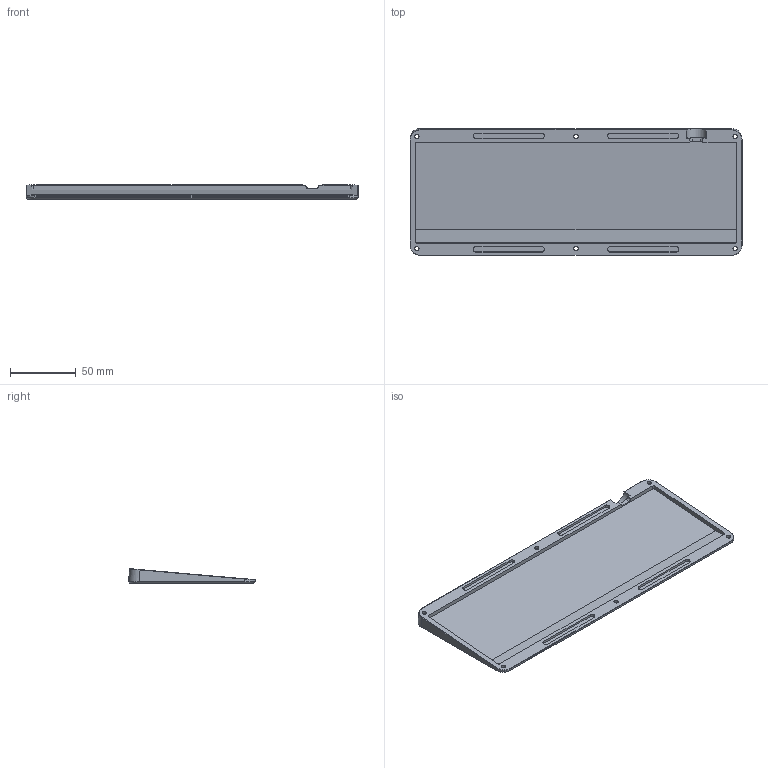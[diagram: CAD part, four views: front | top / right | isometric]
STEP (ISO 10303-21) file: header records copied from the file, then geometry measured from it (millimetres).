
FILE_DESCRIPTION(/* description */ (''),/* implementation_level */ '2;1');
FILE_NAME(/* name */ 'bottom P3D Rev v2.step',/* time_stamp */ '2022-07-20T14:06:40-05:00',/* author */ (''),/* organization */ (''),/* preprocessor_version */ 'ST-DEVELOPER v19',/* originating_system */ 'Autodesk Translation Framework v11.7.0.108',/* authorisation */ '');
FILE_SCHEMA (('AUTOMOTIVE_DESIGN { 1 0 10303 214 3 1 1 }'));
Length unit declared in the file: millimetre
Products named in the file (1): bottom P3D Rev
Bounding box: 252.89 x 96.7 x 11.1 mm (x, y, z)
Volume: 104937.8 mm3; surface area: 56317 mm2
Topology: 1 solids, 1 shells, 106 faces, 254 edges, 164 vertices
Faces by surface type: plane 55, cylinder 39, bspline 8, cone 4
Full cylindrical faces by diameter (mm): 3.25 x6, 5.5 x6
Entity records: 3406 total; most frequent: CARTESIAN_POINT 839, DIRECTION 524, ORIENTED_EDGE 508, EDGE_CURVE 254, AXIS2_PLACEMENT_3D 181, VERTEX_POINT 164, LINE 162, VECTOR 162
